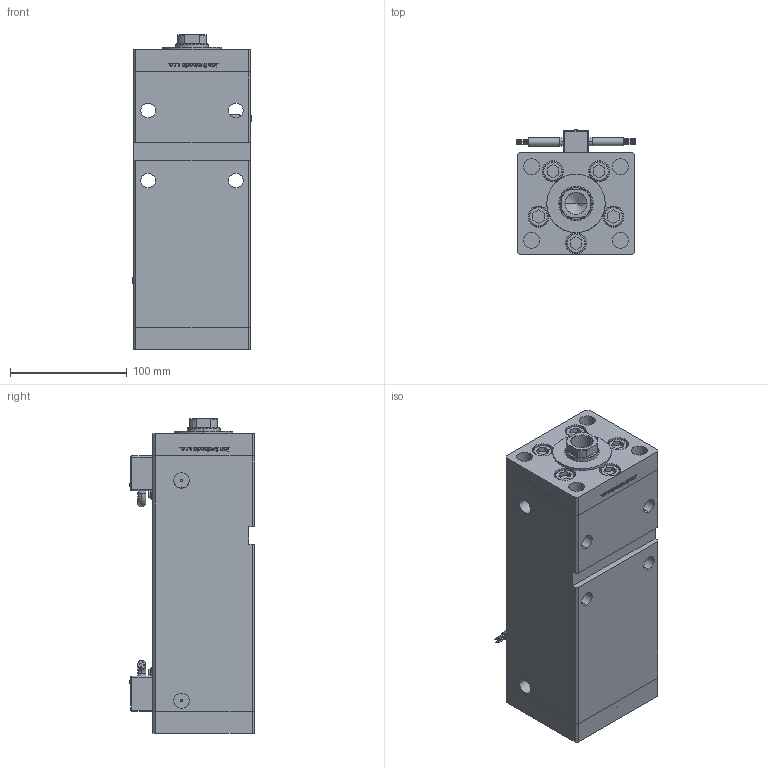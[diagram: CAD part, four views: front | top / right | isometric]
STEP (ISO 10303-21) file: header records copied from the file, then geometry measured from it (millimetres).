
FILE_DESCRIPTION (( 'STEP AP203' ), '1' );
FILE_NAME ('04c3.STEP', '2024-01-08T21:38:15', ( '' ), ( '' ), 'SwSTEP 2.0', 'SolidWorks 2019', '' );
FILE_SCHEMA (( 'CONFIG_CONTROL_DESIGN' ));
Length unit declared in the file: millimetre
Products named in the file (7): 04c3; V220C_VC_E 46f54282f1be5aa9c6589a4b4b722582; ALLEN BOLT 46f54282f1be5aa9c6589a4b4b722582; Magnetic_Switch_MSU4 46f54282f1be5aa9c6589a4b4b722582; V220C BACK_E 46f54282f1be5aa9c6589a4b4b722582; V220C_FRONT_E 46f54282f1be5aa9c6589a4b4b722582; V220C_E MIDDLE 46f54282f1be5aa9c6589a4b4b722582
Assembly tree (16 placements, depth 2):
  04c3
    V220C BACK_E 46f54282f1be5aa9c6589a4b4b722582
    V220C_E MIDDLE 46f54282f1be5aa9c6589a4b4b722582
    V220C_FRONT_E 46f54282f1be5aa9c6589a4b4b722582
    ALLEN BOLT 46f54282f1be5aa9c6589a4b4b722582  x10
    Magnetic_Switch_MSU4 46f54282f1be5aa9c6589a4b4b722582  x2
    V220C_VC_E 46f54282f1be5aa9c6589a4b4b722582
Bounding box: 101.6 x 107.1 x 269.5 mm (x, y, z)
Volume: 1903111.4 mm3; surface area: 277112.1 mm2
Topology: 16 solids, 18 shells, 1416 faces, 3503 edges, 2270 vertices
Faces by surface type: plane 551, bspline 484, cylinder 255, torus 52, cone 50, sphere 24
Entity records: 56259 total; most frequent: CARTESIAN_POINT 31047, ORIENTED_EDGE 5700, DIRECTION 3562, EDGE_CURVE 2850, VERTEX_POINT 1881, VECTOR 1462, LINE 1462, EDGE_LOOP 1305
